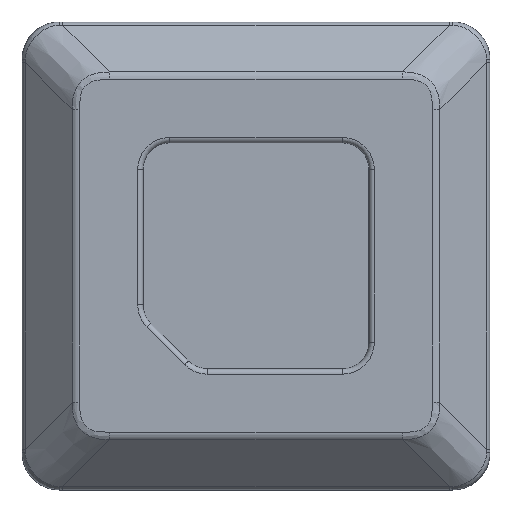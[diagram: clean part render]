
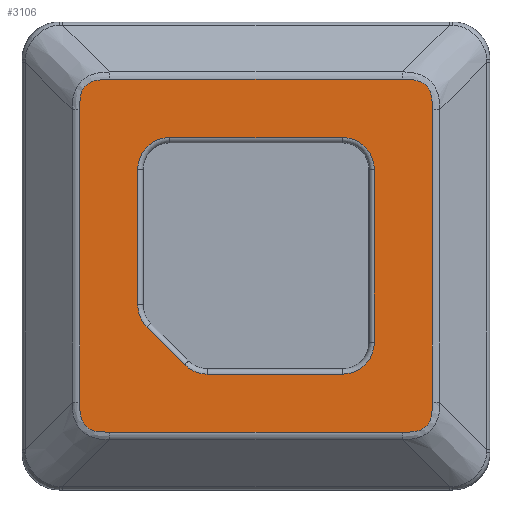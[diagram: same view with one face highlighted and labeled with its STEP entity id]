
A CAD part, top view. The second image highlights one B-rep face of the part: STEP entity #3106.
In plain terms, the highlighted planar face has unit normal (0, 0, 1).
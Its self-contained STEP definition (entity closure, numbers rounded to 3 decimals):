
#72=CIRCLE('',#3276,0.3);
#78=CIRCLE('',#3284,0.3);
#82=CIRCLE('',#3290,0.3);
#86=CIRCLE('',#3296,0.3);
#90=CIRCLE('',#3302,0.3);
#146=FACE_BOUND('',#628,.T.);
#217=B_SPLINE_CURVE_WITH_KNOTS('',3,(#5371,#5372,#5373,#5374,#5375,#5376,
#5377,#5378,#5379),.UNSPECIFIED.,.F.,.F.,(4,1,1,1,1,1,4),(0.,0.01,
0.02,0.027,0.034,0.041,
0.048),.UNSPECIFIED.);
#218=B_SPLINE_CURVE_WITH_KNOTS('',3,(#5383,#5384,#5385,#5386,#5387,#5388,
#5389,#5390,#5391),.UNSPECIFIED.,.F.,.F.,(4,1,1,1,1,1,4),(0.,0.01,
0.02,0.027,0.034,0.041,
0.048),.UNSPECIFIED.);
#219=B_SPLINE_CURVE_WITH_KNOTS('',3,(#5395,#5396,#5397,#5398,#5399,#5400,
#5401,#5402,#5403),.UNSPECIFIED.,.F.,.F.,(4,1,1,1,1,1,4),(0.,0.01,
0.02,0.027,0.034,0.041,
0.048),.UNSPECIFIED.);
#220=B_SPLINE_CURVE_WITH_KNOTS('',3,(#5406,#5407,#5408,#5409,#5410,#5411,
#5412,#5413,#5414),.UNSPECIFIED.,.F.,.F.,(4,1,1,1,1,1,4),(0.,
0.01,0.02,0.027,0.034,
0.041,0.048),.UNSPECIFIED.);
#431=FACE_OUTER_BOUND('',#627,.T.);
#627=EDGE_LOOP('',(#2634,#2635,#2636,#2637,#2638,#2639,#2640,#2641));
#628=EDGE_LOOP('',(#2642,#2643,#2644,#2645,#2646,#2647,#2648,#2649,#2650,
#2651));
#903=LINE('',#5298,#1183);
#905=LINE('',#5310,#1185);
#907=LINE('',#5322,#1187);
#909=LINE('',#5334,#1189);
#910=LINE('',#5342,#1190);
#920=LINE('',#5369,#1200);
#921=LINE('',#5381,#1201);
#922=LINE('',#5393,#1202);
#923=LINE('',#5405,#1203);
#1183=VECTOR('',#3800,10.);
#1185=VECTOR('',#3814,10.);
#1187=VECTOR('',#3828,10.);
#1189=VECTOR('',#3842,10.);
#1190=VECTOR('',#3853,10.);
#1200=VECTOR('',#3881,10.);
#1201=VECTOR('',#3882,10.);
#1202=VECTOR('',#3883,10.);
#1203=VECTOR('',#3884,10.);
#1446=VERTEX_POINT('',#5286);
#1447=VERTEX_POINT('',#5288);
#1449=VERTEX_POINT('',#5294);
#1451=VERTEX_POINT('',#5300);
#1453=VERTEX_POINT('',#5306);
#1455=VERTEX_POINT('',#5312);
#1457=VERTEX_POINT('',#5318);
#1459=VERTEX_POINT('',#5324);
#1461=VERTEX_POINT('',#5330);
#1463=VERTEX_POINT('',#5336);
#1471=VERTEX_POINT('',#5367);
#1472=VERTEX_POINT('',#5368);
#1473=VERTEX_POINT('',#5370);
#1474=VERTEX_POINT('',#5380);
#1475=VERTEX_POINT('',#5382);
#1476=VERTEX_POINT('',#5392);
#1477=VERTEX_POINT('',#5394);
#1478=VERTEX_POINT('',#5404);
#1831=EDGE_CURVE('',#1446,#1447,#72,.T.);
#1836=EDGE_CURVE('',#1447,#1449,#903,.T.);
#1839=EDGE_CURVE('',#1449,#1451,#78,.T.);
#1842=EDGE_CURVE('',#1451,#1453,#905,.T.);
#1845=EDGE_CURVE('',#1453,#1455,#82,.T.);
#1848=EDGE_CURVE('',#1455,#1457,#907,.T.);
#1851=EDGE_CURVE('',#1457,#1459,#86,.T.);
#1854=EDGE_CURVE('',#1459,#1461,#909,.T.);
#1857=EDGE_CURVE('',#1461,#1463,#90,.T.);
#1858=EDGE_CURVE('',#1463,#1446,#910,.T.);
#1871=EDGE_CURVE('',#1471,#1472,#920,.T.);
#1872=EDGE_CURVE('',#1473,#1471,#217,.T.);
#1873=EDGE_CURVE('',#1474,#1473,#921,.T.);
#1874=EDGE_CURVE('',#1475,#1474,#218,.T.);
#1875=EDGE_CURVE('',#1476,#1475,#922,.T.);
#1876=EDGE_CURVE('',#1477,#1476,#219,.T.);
#1877=EDGE_CURVE('',#1478,#1477,#923,.T.);
#1878=EDGE_CURVE('',#1472,#1478,#220,.T.);
#2634=ORIENTED_EDGE('',*,*,#1871,.F.);
#2635=ORIENTED_EDGE('',*,*,#1872,.F.);
#2636=ORIENTED_EDGE('',*,*,#1873,.F.);
#2637=ORIENTED_EDGE('',*,*,#1874,.F.);
#2638=ORIENTED_EDGE('',*,*,#1875,.F.);
#2639=ORIENTED_EDGE('',*,*,#1876,.F.);
#2640=ORIENTED_EDGE('',*,*,#1877,.F.);
#2641=ORIENTED_EDGE('',*,*,#1878,.F.);
#2642=ORIENTED_EDGE('',*,*,#1831,.F.);
#2643=ORIENTED_EDGE('',*,*,#1858,.F.);
#2644=ORIENTED_EDGE('',*,*,#1857,.F.);
#2645=ORIENTED_EDGE('',*,*,#1854,.F.);
#2646=ORIENTED_EDGE('',*,*,#1851,.F.);
#2647=ORIENTED_EDGE('',*,*,#1848,.F.);
#2648=ORIENTED_EDGE('',*,*,#1845,.F.);
#2649=ORIENTED_EDGE('',*,*,#1842,.F.);
#2650=ORIENTED_EDGE('',*,*,#1839,.F.);
#2651=ORIENTED_EDGE('',*,*,#1836,.F.);
#2966=PLANE('',#3312);
#3106=ADVANCED_FACE('',(#431,#146),#2966,.T.);
#3276=AXIS2_PLACEMENT_3D('',#5289,#3789,#3790);
#3284=AXIS2_PLACEMENT_3D('',#5304,#3807,#3808);
#3290=AXIS2_PLACEMENT_3D('',#5316,#3821,#3822);
#3296=AXIS2_PLACEMENT_3D('',#5328,#3835,#3836);
#3302=AXIS2_PLACEMENT_3D('',#5340,#3849,#3850);
#3312=AXIS2_PLACEMENT_3D('',#5366,#3879,#3880);
#3789=DIRECTION('center_axis',(0.,0.,1.));
#3790=DIRECTION('ref_axis',(0.707,-0.707,0.));
#3800=DIRECTION('',(0.,1.,0.));
#3807=DIRECTION('center_axis',(0.,0.,1.));
#3808=DIRECTION('ref_axis',(0.707,0.707,0.));
#3814=DIRECTION('',(-1.,0.,0.));
#3821=DIRECTION('center_axis',(0.,0.,1.));
#3822=DIRECTION('ref_axis',(-0.707,0.707,0.));
#3828=DIRECTION('',(0.,-1.,0.));
#3835=DIRECTION('center_axis',(0.,0.,1.));
#3836=DIRECTION('ref_axis',(-0.924,-0.383,0.));
#3842=DIRECTION('',(0.707,-0.707,0.));
#3849=DIRECTION('center_axis',(0.,0.,1.));
#3850=DIRECTION('ref_axis',(-0.383,-0.924,0.));
#3853=DIRECTION('',(1.,0.,0.));
#3879=DIRECTION('center_axis',(0.,0.,1.));
#3880=DIRECTION('ref_axis',(1.,0.,0.));
#3881=DIRECTION('',(-1.,0.,0.));
#3882=DIRECTION('',(0.,-1.,0.));
#3883=DIRECTION('',(1.,0.,0.));
#3884=DIRECTION('',(0.,1.,0.));
#5286=CARTESIAN_POINT('',(0.813,-1.113,3.1));
#5288=CARTESIAN_POINT('',(1.113,-0.813,3.1));
#5289=CARTESIAN_POINT('Origin',(0.813,-0.813,3.1));
#5294=CARTESIAN_POINT('',(1.113,0.813,3.1));
#5298=CARTESIAN_POINT('',(1.113,0.531,3.1));
#5300=CARTESIAN_POINT('',(0.813,1.113,3.1));
#5304=CARTESIAN_POINT('Origin',(0.813,0.813,3.1));
#5306=CARTESIAN_POINT('',(-0.813,1.113,3.1));
#5310=CARTESIAN_POINT('',(-0.531,1.113,3.1));
#5312=CARTESIAN_POINT('',(-1.113,0.813,3.1));
#5316=CARTESIAN_POINT('Origin',(-0.813,0.813,3.1));
#5318=CARTESIAN_POINT('',(-1.113,-0.459,3.1));
#5322=CARTESIAN_POINT('',(-1.113,-0.531,3.1));
#5324=CARTESIAN_POINT('',(-1.025,-0.671,3.1));
#5328=CARTESIAN_POINT('Origin',(-0.813,-0.459,3.1));
#5330=CARTESIAN_POINT('',(-0.671,-1.025,3.1));
#5334=CARTESIAN_POINT('',(-0.848,-0.848,3.1));
#5336=CARTESIAN_POINT('',(-0.459,-1.113,3.1));
#5340=CARTESIAN_POINT('Origin',(-0.459,-0.813,3.1));
#5342=CARTESIAN_POINT('',(0.531,-1.113,3.1));
#5366=CARTESIAN_POINT('Origin',(0.,0.,3.1));
#5367=CARTESIAN_POINT('',(1.376,-1.659,3.1));
#5368=CARTESIAN_POINT('',(-1.376,-1.659,3.1));
#5369=CARTESIAN_POINT('',(-0.55,-1.659,3.1));
#5370=CARTESIAN_POINT('',(1.659,-1.376,3.1));
#5371=CARTESIAN_POINT('Ctrl Pts',(1.659,-1.376,3.1));
#5372=CARTESIAN_POINT('Ctrl Pts',(1.659,-1.41,3.1));
#5373=CARTESIAN_POINT('Ctrl Pts',(1.66,-1.478,3.1));
#5374=CARTESIAN_POINT('Ctrl Pts',(1.635,-1.568,3.1));
#5375=CARTESIAN_POINT('Ctrl Pts',(1.577,-1.626,3.1));
#5376=CARTESIAN_POINT('Ctrl Pts',(1.512,-1.651,3.1));
#5377=CARTESIAN_POINT('Ctrl Pts',(1.444,-1.659,3.1));
#5378=CARTESIAN_POINT('Ctrl Pts',(1.398,-1.659,3.1));
#5379=CARTESIAN_POINT('Ctrl Pts',(1.376,-1.659,3.1));
#5380=CARTESIAN_POINT('',(1.659,1.376,3.1));
#5381=CARTESIAN_POINT('',(1.659,-0.55,3.1));
#5382=CARTESIAN_POINT('',(1.376,1.659,3.1));
#5383=CARTESIAN_POINT('Ctrl Pts',(1.376,1.659,3.1));
#5384=CARTESIAN_POINT('Ctrl Pts',(1.41,1.659,3.1));
#5385=CARTESIAN_POINT('Ctrl Pts',(1.478,1.66,3.1));
#5386=CARTESIAN_POINT('Ctrl Pts',(1.568,1.635,3.1));
#5387=CARTESIAN_POINT('Ctrl Pts',(1.626,1.577,3.1));
#5388=CARTESIAN_POINT('Ctrl Pts',(1.651,1.512,3.1));
#5389=CARTESIAN_POINT('Ctrl Pts',(1.659,1.444,3.1));
#5390=CARTESIAN_POINT('Ctrl Pts',(1.659,1.398,3.1));
#5391=CARTESIAN_POINT('Ctrl Pts',(1.659,1.376,3.1));
#5392=CARTESIAN_POINT('',(-1.376,1.659,3.1));
#5393=CARTESIAN_POINT('',(0.55,1.659,3.1));
#5394=CARTESIAN_POINT('',(-1.659,1.376,3.1));
#5395=CARTESIAN_POINT('Ctrl Pts',(-1.659,1.376,3.1));
#5396=CARTESIAN_POINT('Ctrl Pts',(-1.659,1.41,3.1));
#5397=CARTESIAN_POINT('Ctrl Pts',(-1.66,1.478,3.1));
#5398=CARTESIAN_POINT('Ctrl Pts',(-1.635,1.568,3.1));
#5399=CARTESIAN_POINT('Ctrl Pts',(-1.577,1.626,3.1));
#5400=CARTESIAN_POINT('Ctrl Pts',(-1.512,1.651,3.1));
#5401=CARTESIAN_POINT('Ctrl Pts',(-1.444,1.659,3.1));
#5402=CARTESIAN_POINT('Ctrl Pts',(-1.398,1.659,3.1));
#5403=CARTESIAN_POINT('Ctrl Pts',(-1.376,1.659,3.1));
#5404=CARTESIAN_POINT('',(-1.659,-1.376,3.1));
#5405=CARTESIAN_POINT('',(-1.659,0.55,3.1));
#5406=CARTESIAN_POINT('Ctrl Pts',(-1.376,-1.659,3.1));
#5407=CARTESIAN_POINT('Ctrl Pts',(-1.41,-1.659,3.1));
#5408=CARTESIAN_POINT('Ctrl Pts',(-1.478,-1.66,3.1));
#5409=CARTESIAN_POINT('Ctrl Pts',(-1.568,-1.635,3.1));
#5410=CARTESIAN_POINT('Ctrl Pts',(-1.626,-1.577,3.1));
#5411=CARTESIAN_POINT('Ctrl Pts',(-1.651,-1.512,3.1));
#5412=CARTESIAN_POINT('Ctrl Pts',(-1.659,-1.444,3.1));
#5413=CARTESIAN_POINT('Ctrl Pts',(-1.659,-1.398,3.1));
#5414=CARTESIAN_POINT('Ctrl Pts',(-1.659,-1.376,3.1));
